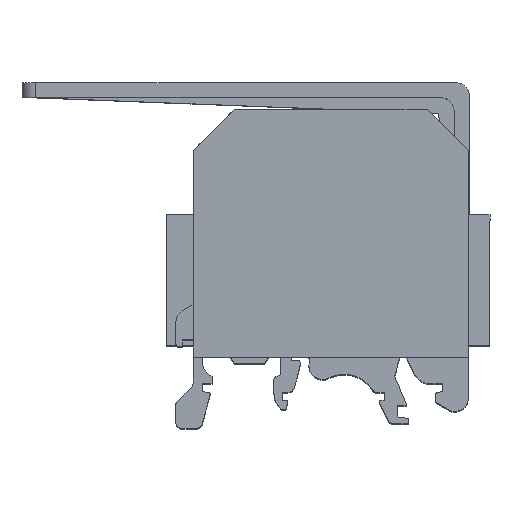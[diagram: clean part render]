
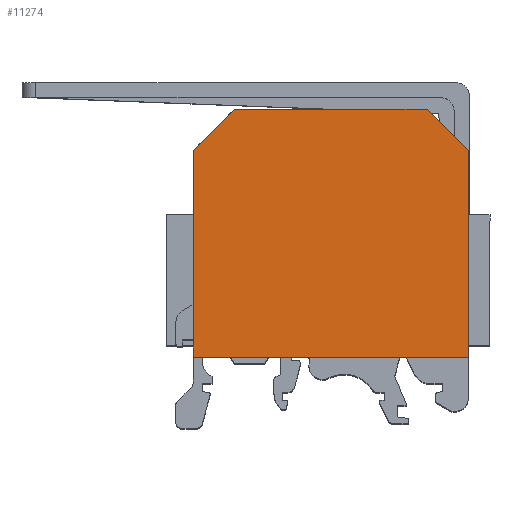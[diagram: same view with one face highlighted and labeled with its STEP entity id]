
A CAD part, top view. The second image highlights one B-rep face of the part: STEP entity #11274.
In plain terms, the highlighted planar face has unit normal (0, 0, 1).
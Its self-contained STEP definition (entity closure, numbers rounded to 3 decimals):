
#522=ORIENTED_EDGE('',*,*,#3200,.T.);
#523=ORIENTED_EDGE('',*,*,#3210,.T.);
#524=ORIENTED_EDGE('',*,*,#3208,.T.);
#525=ORIENTED_EDGE('',*,*,#3206,.T.);
#526=ORIENTED_EDGE('',*,*,#3204,.T.);
#527=ORIENTED_EDGE('',*,*,#3202,.T.);
#3200=EDGE_CURVE('',#4554,#4553,#5472,.T.);
#3202=EDGE_CURVE('',#4555,#4554,#5474,.T.);
#3204=EDGE_CURVE('',#4556,#4555,#5476,.T.);
#3206=EDGE_CURVE('',#4557,#4556,#5478,.T.);
#3208=EDGE_CURVE('',#4558,#4557,#5480,.T.);
#3210=EDGE_CURVE('',#4553,#4558,#5482,.T.);
#4553=VERTEX_POINT('',#15288);
#4554=VERTEX_POINT('',#15290);
#4555=VERTEX_POINT('',#15294);
#4556=VERTEX_POINT('',#15298);
#4557=VERTEX_POINT('',#15302);
#4558=VERTEX_POINT('',#15306);
#5472=LINE('',#15289,#6622);
#5474=LINE('',#15293,#6624);
#5476=LINE('',#15297,#6626);
#5478=LINE('',#15301,#6628);
#5480=LINE('',#15305,#6630);
#5482=LINE('',#15309,#6632);
#6622=VECTOR('',#12670,1000.);
#6624=VECTOR('',#12674,1000.);
#6626=VECTOR('',#12678,1000.);
#6628=VECTOR('',#12682,1000.);
#6630=VECTOR('',#12686,1000.);
#6632=VECTOR('',#12690,1000.);
#7750=EDGE_LOOP('',(#522,#523,#524,#525,#526,#527));
#8312=FACE_BOUND('',#7750,.T.);
#8851=PLANE('',#11808);
#11274=ADVANCED_FACE('',(#8312),#8851,.F.);
#11808=AXIS2_PLACEMENT_3D('',#15310,#12691,#12692);
#12670=DIRECTION('',(-0.707,-0.707,0.));
#12674=DIRECTION('',(-1.,0.,0.));
#12678=DIRECTION('',(-0.707,0.707,0.));
#12682=DIRECTION('',(0.,1.,0.));
#12686=DIRECTION('',(1.,0.,0.));
#12690=DIRECTION('',(0.,-1.,0.));
#12691=DIRECTION('',(0.,0.,-1.));
#12692=DIRECTION('',(-1.,0.,0.));
#15288=CARTESIAN_POINT('',(-20.,0.,-23.76));
#15289=CARTESIAN_POINT('',(-20.,0.,-23.76));
#15290=CARTESIAN_POINT('',(-14.,6.,-23.76));
#15293=CARTESIAN_POINT('',(14.,6.,-23.76));
#15294=CARTESIAN_POINT('',(14.,6.,-23.76));
#15297=CARTESIAN_POINT('',(14.,6.,-23.76));
#15298=CARTESIAN_POINT('',(20.,0.,-23.76));
#15301=CARTESIAN_POINT('',(20.,-30.,-23.76));
#15302=CARTESIAN_POINT('',(20.,-30.,-23.76));
#15305=CARTESIAN_POINT('',(-20.,-30.,-23.76));
#15306=CARTESIAN_POINT('',(-20.,-30.,-23.76));
#15309=CARTESIAN_POINT('',(-20.,0.,-23.76));
#15310=CARTESIAN_POINT('',(0.,20.,-23.76));
